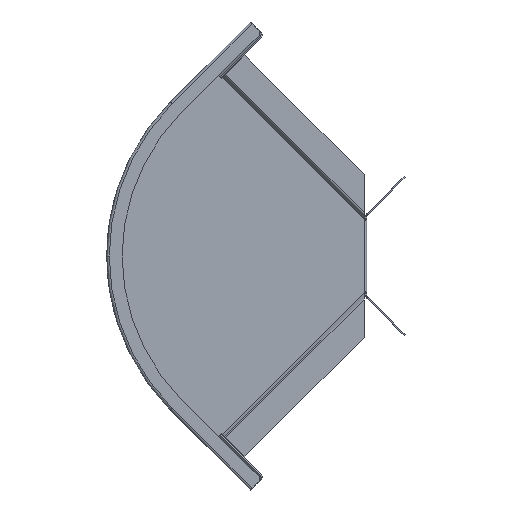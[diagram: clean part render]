
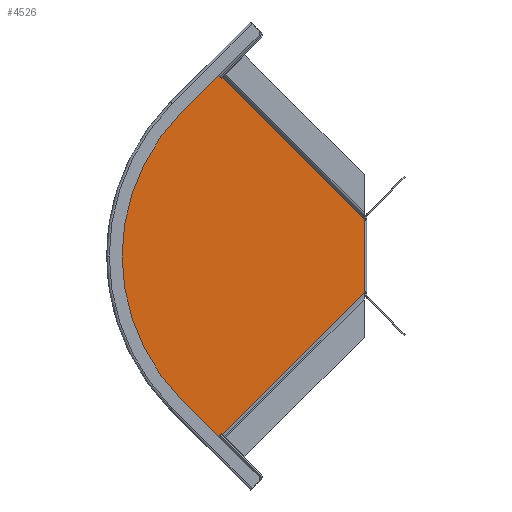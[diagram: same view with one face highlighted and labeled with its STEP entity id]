
A CAD part, front view. The second image highlights one B-rep face of the part: STEP entity #4526.
In plain terms, the highlighted face is planar.
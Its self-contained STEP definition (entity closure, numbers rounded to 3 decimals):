
#3977=DIRECTION('',(-0.924,-0.383,0.));
#3978=VECTOR('',#3977,183.121);
#3979=CARTESIAN_POINT('',(110.554,42.564,
0.));
#3980=LINE('',#3979,#3978);
#3984=CARTESIAN_POINT('',(-58.628,-27.514,
0.));
#3990=DIRECTION('',(0.383,-0.924,0.));
#3991=VECTOR('',#3990,0.857);
#3992=CARTESIAN_POINT('',(110.226,43.356,0.));
#3993=LINE('',#3992,#3991);
#3994=DIRECTION('',(-0.924,-0.383,0.));
#3995=VECTOR('',#3994,13.993);
#3996=CARTESIAN_POINT('',(123.153,48.711,0.));
#3997=LINE('',#3996,#3995);
#3998=CARTESIAN_POINT('',(122.771,49.635,0.));
#3999=DIRECTION('',(0.,0.,-1.));
#4000=DIRECTION('',(0.924,0.383,0.));
#4001=AXIS2_PLACEMENT_3D('',#3998,#3999,#4000);
#4003=DIRECTION('',(0.383,-0.924,0.));
#4004=VECTOR('',#4003,47.);
#4005=CARTESIAN_POINT('',(105.708,93.44,0.));
#4006=LINE('',#4005,#4004);
#4007=CARTESIAN_POINT('',(-75.372,18.434,0.));
#4008=DIRECTION('',(0.,0.,-1.));
#4009=DIRECTION('',(-0.383,0.924,0.));
#4010=AXIS2_PLACEMENT_3D('',#4007,#4008,#4009);
#4012=DIRECTION('',(0.924,0.383,0.));
#4013=VECTOR('',#4012,47.);
#4014=CARTESIAN_POINT('',(-193.8,181.528,0.));
#4015=LINE('',#4014,#4013);
#4016=CARTESIAN_POINT('',(-193.418,180.604,0.));
#4017=DIRECTION('',(0.,0.,-1.));
#4018=DIRECTION('',(-0.924,-0.383,0.));
#4019=AXIS2_PLACEMENT_3D('',#4016,#4017,#4018);
#4021=DIRECTION('',(-0.383,0.924,0.));
#4022=VECTOR('',#4021,13.979);
#4023=CARTESIAN_POINT('',(-188.992,167.307,
0.));
#4024=LINE('',#4023,#4022);
#4025=DIRECTION('',(-0.924,0.383,0.));
#4026=VECTOR('',#4025,66.125);
#4027=CARTESIAN_POINT('',(-58.628,-27.514,
0.));
#4028=LINE('',#4027,#4026);
#4083=DIRECTION('',(-0.924,-0.383,0.));
#4084=VECTOR('',#4083,0.872);
#4085=CARTESIAN_POINT('',(-188.992,167.307,
0.));
#4086=LINE('',#4085,#4084);
#4130=DIRECTION('',(-0.383,0.924,0.));
#4131=VECTOR('',#4130,183.121);
#4132=CARTESIAN_POINT('',(-119.72,-2.209,
0.));
#4133=LINE('',#4132,#4131);
#4155=CARTESIAN_POINT('',(-194.341,180.222,0.));
#4157=VERTEX_POINT('',#4155);
#4159=CARTESIAN_POINT('',(-193.8,181.528,0.));
#4160=VERTEX_POINT('',#4159);
#4180=CARTESIAN_POINT('',(110.554,42.564,
0.));
#4182=VERTEX_POINT('',#4180);
#4183=CARTESIAN_POINT('',(123.695,50.018,0.));
#4185=VERTEX_POINT('',#4183);
#4187=CARTESIAN_POINT('',(123.153,48.711,0.));
#4188=VERTEX_POINT('',#4187);
#4192=VERTEX_POINT('',#3984);
#4193=CARTESIAN_POINT('',(110.226,43.356,0.));
#4194=VERTEX_POINT('',#4193);
#4195=CARTESIAN_POINT('',(105.708,93.44,0.));
#4196=VERTEX_POINT('',#4195);
#4197=CARTESIAN_POINT('',(-150.378,199.514,0.));
#4198=VERTEX_POINT('',#4197);
#4199=CARTESIAN_POINT('',(-188.992,167.307,
0.));
#4200=VERTEX_POINT('',#4199);
#4201=CARTESIAN_POINT('',(-189.797,166.973,
0.));
#4202=VERTEX_POINT('',#4201);
#4203=CARTESIAN_POINT('',(-119.72,-2.209,
0.));
#4204=VERTEX_POINT('',#4203);
#4499=CARTESIAN_POINT('',(-58.628,-27.514,0.));
#4500=DIRECTION('',(0.,0.,-1.));
#4501=DIRECTION('',(0.924,0.383,0.));
#4502=AXIS2_PLACEMENT_3D('',#4499,#4500,#4501);
#4503=PLANE('',#4502);
#4504=ORIENTED_EDGE('',*,*,#4491,.F.);
#4505=ORIENTED_EDGE('',*,*,#4394,.F.);
#4507=ORIENTED_EDGE('',*,*,#4506,.F.);
#4509=ORIENTED_EDGE('',*,*,#4508,.F.);
#4510=ORIENTED_EDGE('',*,*,#4266,.F.);
#4512=ORIENTED_EDGE('',*,*,#4511,.F.);
#4514=ORIENTED_EDGE('',*,*,#4513,.F.);
#4516=ORIENTED_EDGE('',*,*,#4515,.F.);
#4518=ORIENTED_EDGE('',*,*,#4517,.F.);
#4520=ORIENTED_EDGE('',*,*,#4519,.T.);
#4522=ORIENTED_EDGE('',*,*,#4521,.F.);
#4523=ORIENTED_EDGE('',*,*,#4433,.F.);
#4524=EDGE_LOOP('',(#4504,#4505,#4507,#4509,#4510,#4512,#4514,#4516,#4518,#4520,
#4522,#4523));
#4525=FACE_OUTER_BOUND('',#4524,.F.);
#4526=ADVANCED_FACE('',(#4525),#4503,.T.);
#4002=CIRCLE('',#4001,1.);
#4011=CIRCLE('',#4010,196.);
#4020=CIRCLE('',#4019,1.);
#4266=EDGE_CURVE('',#4196,#4185,#4006,.T.);
#4394=EDGE_CURVE('',#4194,#4182,#3993,.T.);
#4433=EDGE_CURVE('',#4192,#4204,#4028,.T.);
#4491=EDGE_CURVE('',#4182,#4192,#3980,.T.);
#4506=EDGE_CURVE('',#4188,#4194,#3997,.T.);
#4508=EDGE_CURVE('',#4185,#4188,#4002,.T.);
#4511=EDGE_CURVE('',#4198,#4196,#4011,.T.);
#4513=EDGE_CURVE('',#4160,#4198,#4015,.T.);
#4515=EDGE_CURVE('',#4157,#4160,#4020,.T.);
#4517=EDGE_CURVE('',#4200,#4157,#4024,.T.);
#4519=EDGE_CURVE('',#4200,#4202,#4086,.T.);
#4521=EDGE_CURVE('',#4204,#4202,#4133,.T.);
